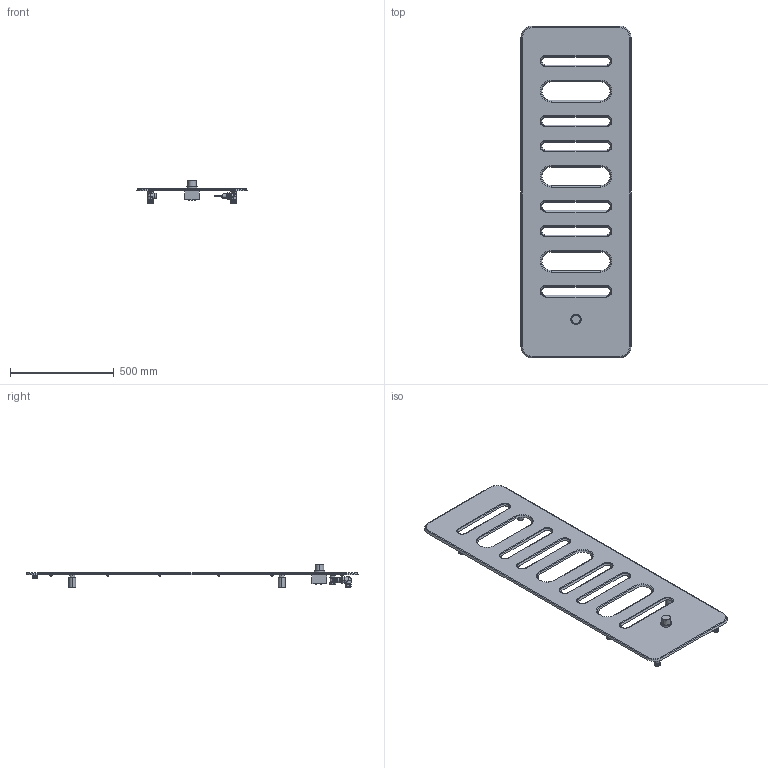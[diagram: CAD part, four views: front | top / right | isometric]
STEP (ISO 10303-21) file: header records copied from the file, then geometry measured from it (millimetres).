
FILE_DESCRIPTION((''),'2;1');
FILE_NAME('3540806100205_3D_SITO_ASM','2022-10-25T15:37:34',('PC132'),(''),'CREO PARAMETRIC BY PTC INC, 2022124','CREO PARAMETRIC BY PTC INC, 2022124','');
FILE_SCHEMA(('AUTOMOTIVE_DESIGN { 1 0 10303 214 1 1 1 1 }'));
Length unit declared in the file: millimetre
Products named in the file (25): 3540806100205_3D_SITO; 1041001240010; 1001071210011; 599199_AN_OTTONE_18; 599199_AN_GOMMA_18; 1991990000018_ASM; 1006171240047; 1006171240097; 1103000000277_AF1_ASM; CORPO_VALVOLA_ELEGANT_CORNER; VITONE_PER_TESTA_TERMOSTATICA; GUARNIZIONE_CONICA_VALV_ELEGANT; ANELLO_VALVOLA_ELEGANT; AN_STRINGITUBO_14_VAL_ELEGANT; GHIERA_D_17_VAL_ELEGANT; RIDUTTORE_VALVOLA_ELEGANT; GHIERA_D_22_VAL_ELEGANT; VALV_NIC_CORNER_TERM_R_M_V16_AF2_ASM; CORPO_DETENTORE_ELEGANT_CORNER; TAPPO_DETENTORA_VAL_ELEGANT; DETENTORE_ELEGANT_CORNER_ASM; 1103000000286_AF1_ASM; 5035270710013_ATTUATORE; 1001071210009; 3540806100205_3D_SITO_ASM
Assembly tree (48 placements, depth 4):
  3540806100205_3D_SITO_ASM
    3540806100205_3D_SITO
    1041001240010
    1001071210011  x12
    1103000000277_AF1_ASM
      1991990000018_ASM  x4
        599199_AN_OTTONE_18
        599199_AN_GOMMA_18
      1006171240047  x2
      1006171240097  x2
    1103000000286_AF1_ASM
      VALV_NIC_CORNER_TERM_R_M_V16_AF2_ASM
        CORPO_VALVOLA_ELEGANT_CORNER
        VITONE_PER_TESTA_TERMOSTATICA
        GUARNIZIONE_CONICA_VALV_ELEGANT
        ANELLO_VALVOLA_ELEGANT
        AN_STRINGITUBO_14_VAL_ELEGANT
        GHIERA_D_17_VAL_ELEGANT
        RIDUTTORE_VALVOLA_ELEGANT
        GHIERA_D_22_VAL_ELEGANT
      DETENTORE_ELEGANT_CORNER_ASM
        CORPO_DETENTORE_ELEGANT_CORNER
        TAPPO_DETENTORA_VAL_ELEGANT
        GUARNIZIONE_CONICA_VALV_ELEGANT
        ANELLO_VALVOLA_ELEGANT
        AN_STRINGITUBO_14_VAL_ELEGANT
        GHIERA_D_17_VAL_ELEGANT
        RIDUTTORE_VALVOLA_ELEGANT
        GHIERA_D_22_VAL_ELEGANT
    5035270710013_ATTUATORE
    1001071210009  x3
Bounding box: 530.97 x 1600.97 x 111 mm (x, y, z)
Volume: 7860998.6 mm3; surface area: 1598059.1 mm2
Topology: 47 solids, 79 shells, 1811 faces, 4139 edges, 2454 vertices
Faces by surface type: cylinder 714, plane 395, cone 318, torus 252, bspline 102, sphere 30
Entity records: 58325 total; most frequent: CARTESIAN_POINT 11595, DIRECTION 6708, ORIENTED_EDGE 4904, AXIS2_PLACEMENT_3D 2793, EDGE_CURVE 2476, PROPERTY_DEFINITION 2255, REPRESENTATION 2226, PROPERTY_DEFINITION_REPRESENTATION 2226
